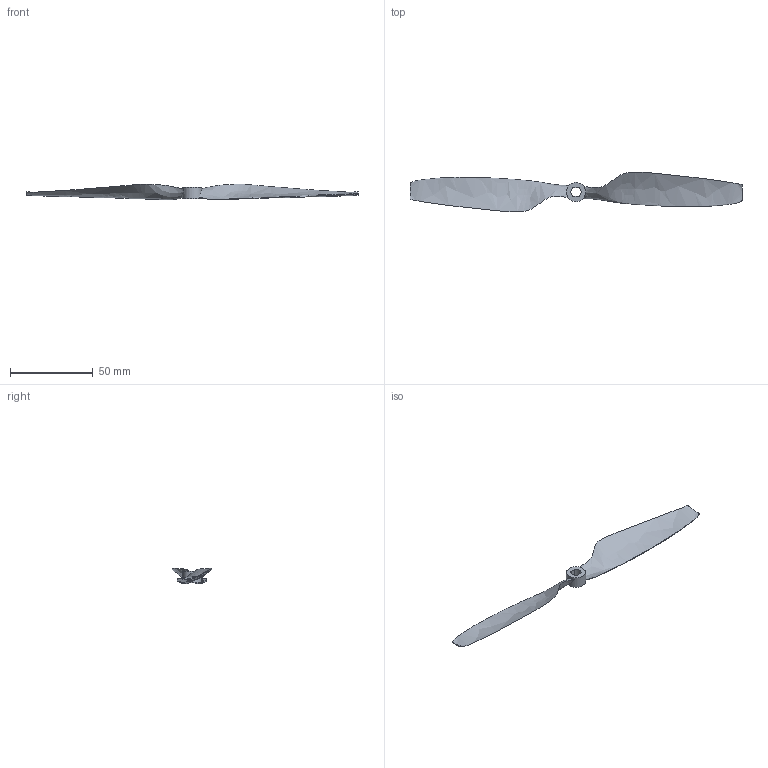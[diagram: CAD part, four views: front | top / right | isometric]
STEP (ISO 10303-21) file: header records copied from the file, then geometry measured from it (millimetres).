
FILE_DESCRIPTION(/* description */ (''),/* implementation_level */ '2;1');
FILE_NAME(/* name */ 'Rotor_200_MIR_ipt_316a8d9c.STEP',/* time_stamp */ '2020-09-04T09:10:55+08:00',/* author */ ('Lvzongyang'),/* organization */ (''),/* preprocessor_version */ 'ST-DEVELOPER v15.6',/* originating_system */ 'Autodesk Inventor 2015',/* authorisation */ '');
FILE_SCHEMA (('AUTOMOTIVE_DESIGN { 1 0 10303 214 3 1 1 }'));
Length unit declared in the file: millimetre
Products named in the file (1): Rotor_200_MIR
Bounding box: 200.2 x 24.06 x 9.36 mm (x, y, z)
Volume: 4104.1 mm3; surface area: 7127.7 mm2
Topology: 1 solids, 1 shells, 13 faces, 30 edges, 20 vertices
Faces by surface type: plane 6, bspline 4, cylinder 3
Full cylindrical faces by diameter (mm): 11.55 x1
Entity records: 2822 total; most frequent: CARTESIAN_POINT 2526, ORIENTED_EDGE 52, DIRECTION 40, EDGE_CURVE 26, EDGE_LOOP 18, VERTEX_POINT 18, AXIS2_PLACEMENT_3D 16, STYLED_ITEM 14
